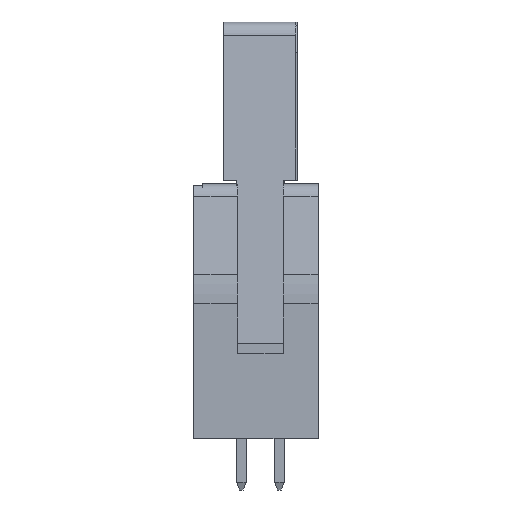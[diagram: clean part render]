
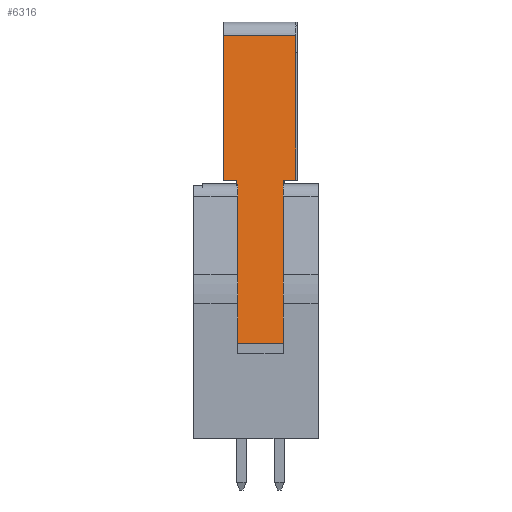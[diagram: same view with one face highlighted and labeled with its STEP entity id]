
A CAD part, left-side view. The second image highlights one B-rep face of the part: STEP entity #6316.
In plain terms, the highlighted face is planar.
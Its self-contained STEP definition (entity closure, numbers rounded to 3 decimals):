
#1732=ORIENTED_EDGE('',*,*,#2759,.T.);
#1733=ORIENTED_EDGE('',*,*,#2760,.F.);
#1734=ORIENTED_EDGE('',*,*,#2761,.T.);
#1735=ORIENTED_EDGE('',*,*,#2762,.T.);
#1736=ORIENTED_EDGE('',*,*,#2763,.F.);
#1737=ORIENTED_EDGE('',*,*,#2764,.F.);
#1738=ORIENTED_EDGE('',*,*,#2765,.T.);
#1739=ORIENTED_EDGE('',*,*,#2766,.F.);
#2759=EDGE_CURVE('',#3398,#3399,#4193,.T.);
#2760=EDGE_CURVE('',#3400,#3399,#4194,.T.);
#2761=EDGE_CURVE('',#3400,#3401,#4195,.F.);
#2762=EDGE_CURVE('',#3401,#3402,#4196,.T.);
#2763=EDGE_CURVE('',#3403,#3402,#4197,.T.);
#2764=EDGE_CURVE('',#3404,#3403,#4198,.T.);
#2765=EDGE_CURVE('',#3404,#3405,#4199,.T.);
#2766=EDGE_CURVE('',#3398,#3405,#4200,.T.);
#3398=VERTEX_POINT('',#9902);
#3399=VERTEX_POINT('',#9903);
#3400=VERTEX_POINT('',#9905);
#3401=VERTEX_POINT('',#9907);
#3402=VERTEX_POINT('',#9909);
#3403=VERTEX_POINT('',#9911);
#3404=VERTEX_POINT('',#9913);
#3405=VERTEX_POINT('',#9915);
#4193=LINE('',#9901,#5017);
#4194=LINE('',#9904,#5018);
#4195=LINE('',#9906,#5019);
#4196=LINE('',#9908,#5020);
#4197=LINE('',#9910,#5021);
#4198=LINE('',#9912,#5022);
#4199=LINE('',#9914,#5023);
#4200=LINE('',#9916,#5024);
#5017=VECTOR('',#8086,1000.);
#5018=VECTOR('',#8087,1000.);
#5019=VECTOR('',#8088,1000.);
#5020=VECTOR('',#8089,1000.);
#5021=VECTOR('',#8090,1000.);
#5022=VECTOR('',#8091,1000.);
#5023=VECTOR('',#8092,1000.);
#5024=VECTOR('',#8093,1000.);
#5404=EDGE_LOOP('',(#1732,#1733,#1734,#1735,#1736,#1737,#1738,#1739));
#5748=FACE_BOUND('',#5404,.T.);
#6032=PLANE('',#6699);
#6316=ADVANCED_FACE('',(#5748),#6032,.T.);
#6699=AXIS2_PLACEMENT_3D('',#9900,#8084,#8085);
#8084=DIRECTION('',(0.993,0.,0.117));
#8085=DIRECTION('',(0.117,0.,-0.993));
#8086=DIRECTION('',(0.,1.,0.));
#8087=DIRECTION('',(0.117,0.,-0.993));
#8088=DIRECTION('',(0.,1.,0.));
#8089=DIRECTION('',(0.117,0.,-0.993));
#8090=DIRECTION('',(0.,-1.,0.));
#8091=DIRECTION('',(-0.117,0.,0.993));
#8092=DIRECTION('',(0.,1.,0.));
#8093=DIRECTION('',(0.117,0.,-0.993));
#9900=CARTESIAN_POINT('',(2.,-2.4,14.274));
#9901=CARTESIAN_POINT('',(3.364,1.57,2.738));
#9902=CARTESIAN_POINT('',(3.364,1.57,2.738));
#9903=CARTESIAN_POINT('',(3.364,2.4,2.738));
#9904=CARTESIAN_POINT('',(2.,2.4,14.274));
#9905=CARTESIAN_POINT('',(2.221,2.4,12.403));
#9906=CARTESIAN_POINT('',(2.221,-2.4,12.403));
#9907=CARTESIAN_POINT('',(2.221,-2.4,12.403));
#9908=CARTESIAN_POINT('',(2.,-2.4,14.274));
#9909=CARTESIAN_POINT('',(3.364,-2.4,2.738));
#9910=CARTESIAN_POINT('',(3.364,-1.57,2.738));
#9911=CARTESIAN_POINT('',(3.364,-1.57,2.738));
#9912=CARTESIAN_POINT('',(3.364,-1.57,2.738));
#9913=CARTESIAN_POINT('',(4.65,-1.57,-8.145));
#9914=CARTESIAN_POINT('',(4.65,-2.4,-8.145));
#9915=CARTESIAN_POINT('',(4.65,1.57,-8.145));
#9916=CARTESIAN_POINT('',(3.364,1.57,2.738));
